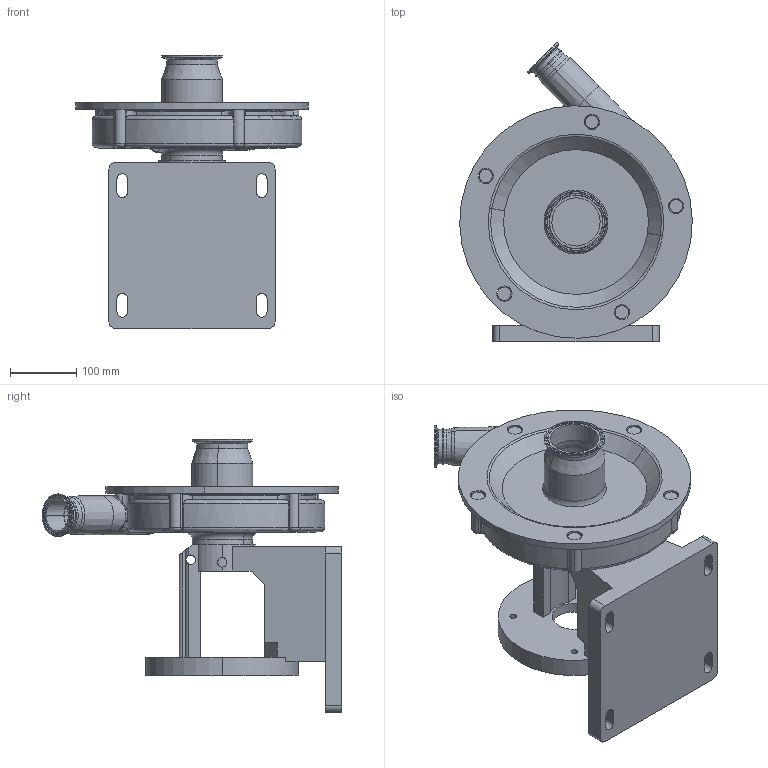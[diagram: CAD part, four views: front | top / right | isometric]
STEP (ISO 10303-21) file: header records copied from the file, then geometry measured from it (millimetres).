
FILE_DESCRIPTION (( 'STEP AP214' ), '1' );
FILE_NAME ('FP 345 180TC 45 LEFT.STEP', '2014-10-07T20:56:11', ( 'Aron' ), ( 'Hewlett-Packard Company' ), 'SwSTEP 2.0', 'SolidWorks 2014', '' );
FILE_SCHEMA (( 'AUTOMOTIVE_DESIGN' ));
Length unit declared in the file: millimetre
Products named in the file (2): FP 345 180TC 45 LEFT ^1275000244; FP 345 180TC 45 LEFT
Assembly tree (1 placements, depth 2):
  FP 345 180TC 45 LEFT
    FP 345 180TC 45 LEFT ^1275000244
Bounding box: 349.95 x 450.96 x 411 mm (x, y, z)
Volume: 9150490.4 mm3; surface area: 851895.6 mm2
Topology: 1 solids, 2 shells, 402 faces, 1073 edges, 673 vertices
Faces by surface type: cylinder 154, plane 95, torus 62, bspline 56, cone 27, sphere 8
Entity records: 18272 total; most frequent: CARTESIAN_POINT 8369, ORIENTED_EDGE 2144, DIRECTION 2050, EDGE_CURVE 1072, AXIS2_PLACEMENT_3D 848, VERTEX_POINT 673, CIRCLE 498, EDGE_LOOP 443
